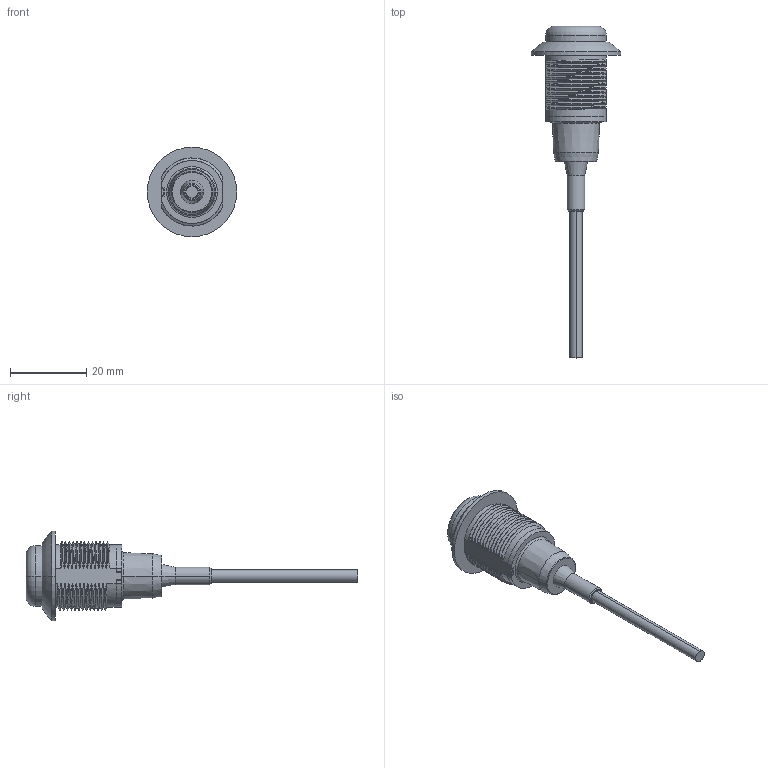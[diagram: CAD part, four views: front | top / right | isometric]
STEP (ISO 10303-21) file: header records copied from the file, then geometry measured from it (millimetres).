
FILE_DESCRIPTION((''),'2;1');
FILE_NAME('161756_ASM','2016-01-18T',('pdmadmin'),(''),'PRO/ENGINEER BY PARAMETRIC TECHNOLOGY CORPORATION, 2013230','PRO/ENGINEER BY PARAMETRIC TECHNOLOGY CORPORATION, 2013230','');
FILE_SCHEMA(('CONFIG_CONTROL_DESIGN'));
Products named in the file (7): 159269; 159270; 159270_ASM; 159272; 60420; CABLE_125; 161756_ASM
Assembly tree (6 placements, depth 3):
  161756_ASM
    159270_ASM
      159269
      159270
    159272
    60420
    CABLE_125
Bounding box: 23.5 x 87.2 x 23.5 mm (x, y, z)
Volume: 4174.5 mm3; surface area: 6269.5 mm2
Topology: 5 solids, 5 shells, 270 faces, 710 edges, 458 vertices
Faces by surface type: bspline 104, cylinder 56, plane 54, cone 38, torus 16, sphere 2
Entity records: 33034 total; most frequent: CARTESIAN_POINT 26975, ORIENTED_EDGE 1420, DIRECTION 938, EDGE_CURVE 710, VERTEX_POINT 458, AXIS2_PLACEMENT_3D 349, B_SPLINE_CURVE_WITH_KNOTS 302, EDGE_LOOP 284
